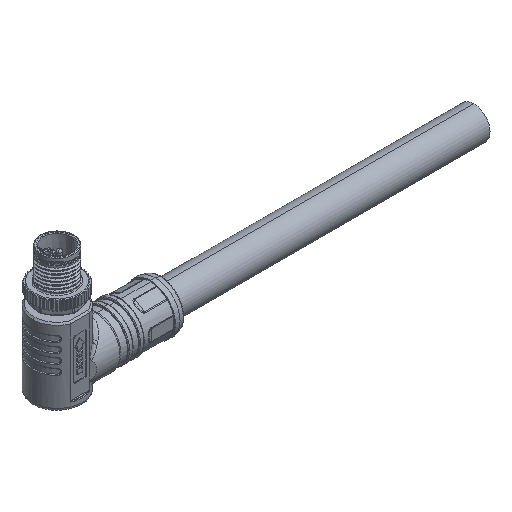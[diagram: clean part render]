
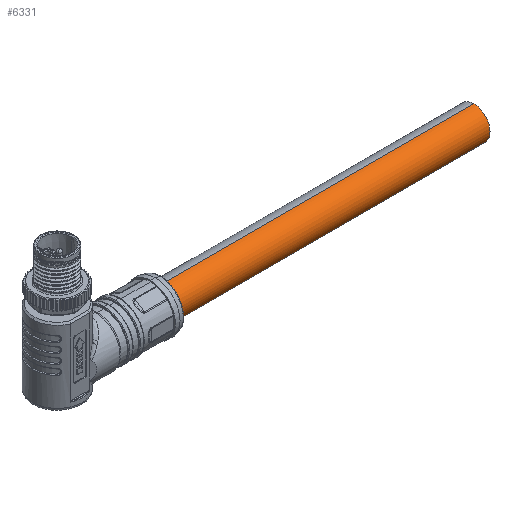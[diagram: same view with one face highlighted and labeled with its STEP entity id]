
A CAD part, isometric view. The second image highlights one B-rep face of the part: STEP entity #6331.
In plain terms, the highlighted cylindrical face has radius 5.1 mm (diameter 10.2 mm), a partial arc.
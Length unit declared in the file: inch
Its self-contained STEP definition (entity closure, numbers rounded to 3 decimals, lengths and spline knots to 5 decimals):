
#68 = VERTEX_POINT ( 'NONE', #3429 ) ;
#1331 = ORIENTED_EDGE ( 'NONE', *, *, #20131, .F. ) ;
#1726 = ORIENTED_EDGE ( 'NONE', *, *, #39254, .T. ) ;
#1981 = VECTOR ( 'NONE', #2340, 39.37008 ) ;
#2224 = B_SPLINE_CURVE_WITH_KNOTS ( 'NONE', 3,
 ( #3634, #16769, #30339, #20310 ),
 .UNSPECIFIED., .F., .F.,
 ( 4, 4 ),
 ( 0., 0.5 ),
 .UNSPECIFIED. ) ;
#2340 = DIRECTION ( 'NONE',  ( 1., 0., 0. ) ) ;
#3369 = ORIENTED_EDGE ( 'NONE', *, *, #10024, .T. ) ;
#3429 = CARTESIAN_POINT ( 'NONE',  ( 5.19685, 0., 0.19685 ) ) ;
#3452 = CARTESIAN_POINT ( 'NONE',  ( 1.29897, -0.00458, -0.20472 ) ) ;
#3634 = CARTESIAN_POINT ( 'NONE',  ( 1.29873, -0.01374, 0.19638 ) ) ;
#4233 = CARTESIAN_POINT ( 'NONE',  ( 1.29873, -0.01374, -0.20425 ) ) ;
#4453 =( BOUNDED_CURVE ( )  B_SPLINE_CURVE ( 3, ( #21125, #35365, #11785, #4233 ),
 .UNSPECIFIED., .F., .F. ) 
 B_SPLINE_CURVE_WITH_KNOTS ( ( 4, 4 ),
 ( 1.63928, 4.64391 ),
 .UNSPECIFIED. ) 
 CURVE ( )  GEOMETRIC_REPRESENTATION_ITEM ( )  RATIONAL_B_SPLINE_CURVE ( ( 1., 0.379, 0.379, 1. ) ) 
 REPRESENTATION_ITEM ( '' )  );
#6236 = AXIS2_PLACEMENT_3D ( 'NONE', #14332, #31010, #16796 ) ;
#6331 = ADVANCED_FACE ( 'NONE', ( #30584 ), #13232, .T. ) ;
#6670 = ORIENTED_EDGE ( 'NONE', *, *, #13019, .T. ) ;
#7039 = EDGE_CURVE ( 'NONE', #24553, #68, #21868, .T. ) ;
#7962 = EDGE_CURVE ( 'NONE', #34992, #68, #19256, .T. ) ;
#8091 = CARTESIAN_POINT ( 'NONE',  ( -5.62992, 0., -0.00394 ) ) ;
#10024 = EDGE_CURVE ( 'NONE', #43007, #38738, #33219, .T. ) ;
#11785 = CARTESIAN_POINT ( 'NONE',  ( 1.28646, -0.36532, -0.18014 ) ) ;
#11933 = DIRECTION ( 'NONE',  ( 1., 0., 0. ) ) ;
#13019 = EDGE_CURVE ( 'NONE', #38738, #24553, #43073, .T. ) ;
#13232 = CYLINDRICAL_SURFACE ( 'NONE', #33931, 0.20079 ) ;
#14332 = CARTESIAN_POINT ( 'NONE',  ( 5.19685, 0., -0.00394 ) ) ;
#16769 = CARTESIAN_POINT ( 'NONE',  ( 1.29889, -0.00917, 0.19669 ) ) ;
#16796 = DIRECTION ( 'NONE',  ( 0., 0., -1. ) ) ;
#19256 = LINE ( 'NONE', #36167, #1981 ) ;
#20131 = EDGE_CURVE ( 'NONE', #20682, #34992, #2224, .T. ) ;
#20310 = CARTESIAN_POINT ( 'NONE',  ( 1.29897, 0., 0.19685 ) ) ;
#20682 = VERTEX_POINT ( 'NONE', #38612 ) ;
#21125 = CARTESIAN_POINT ( 'NONE',  ( 1.29873, -0.01374, 0.19638 ) ) ;
#21646 = DIRECTION ( 'NONE',  ( 1., 0., 0. ) ) ;
#21868 = CIRCLE ( 'NONE', #6236, 0.20079 ) ;
#24393 = ORIENTED_EDGE ( 'NONE', *, *, #7039, .T. ) ;
#24553 = VERTEX_POINT ( 'NONE', #43623 ) ;
#30339 = CARTESIAN_POINT ( 'NONE',  ( 1.29897, -0.00458, 0.19685 ) ) ;
#30584 = FACE_OUTER_BOUND ( 'NONE', #34095, .T. ) ;
#30601 = CARTESIAN_POINT ( 'NONE',  ( 1.29897, 0., -0.20472 ) ) ;
#31010 = DIRECTION ( 'NONE',  ( -1., 0., 0. ) ) ;
#31245 = DIRECTION ( 'NONE',  ( 0., 0., -1. ) ) ;
#33101 = CARTESIAN_POINT ( 'NONE',  ( 1.29897, 0., 0.19685 ) ) ;
#33219 = B_SPLINE_CURVE_WITH_KNOTS ( 'NONE', 3,
 ( #40825, #33946, #3452, #30601 ),
 .UNSPECIFIED., .F., .F.,
 ( 4, 4 ),
 ( 0., 0.5 ),
 .UNSPECIFIED. ) ;
#33931 = AXIS2_PLACEMENT_3D ( 'NONE', #8091, #21646, #31245 ) ;
#33946 = CARTESIAN_POINT ( 'NONE',  ( 1.29889, -0.00916, -0.20457 ) ) ;
#34095 = EDGE_LOOP ( 'NONE', ( #36143, #1331, #1726, #3369, #6670, #24393 ) ) ;
#34992 = VERTEX_POINT ( 'NONE', #33101 ) ;
#35365 = CARTESIAN_POINT ( 'NONE',  ( 1.28646, -0.36532, 0.17226 ) ) ;
#36143 = ORIENTED_EDGE ( 'NONE', *, *, #7962, .F. ) ;
#36167 = CARTESIAN_POINT ( 'NONE',  ( -5.62992, 0., 0.19685 ) ) ;
#36174 = CARTESIAN_POINT ( 'NONE',  ( -5.62992, 0., -0.20472 ) ) ;
#38612 = CARTESIAN_POINT ( 'NONE',  ( 1.29873, -0.01374, 0.19638 ) ) ;
#38738 = VERTEX_POINT ( 'NONE', #41663 ) ;
#39254 = EDGE_CURVE ( 'NONE', #20682, #43007, #4453, .T. ) ;
#39766 = VECTOR ( 'NONE', #11933, 39.37008 ) ;
#40825 = CARTESIAN_POINT ( 'NONE',  ( 1.29873, -0.01374, -0.20425 ) ) ;
#41138 = CARTESIAN_POINT ( 'NONE',  ( 1.29873, -0.01374, -0.20425 ) ) ;
#41663 = CARTESIAN_POINT ( 'NONE',  ( 1.29897, 0., -0.20472 ) ) ;
#43007 = VERTEX_POINT ( 'NONE', #41138 ) ;
#43073 = LINE ( 'NONE', #36174, #39766 ) ;
#43623 = CARTESIAN_POINT ( 'NONE',  ( 5.19685, 0., -0.20472 ) ) ;
